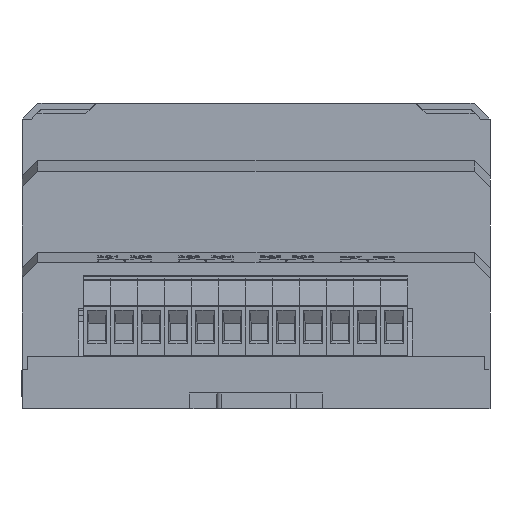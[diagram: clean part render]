
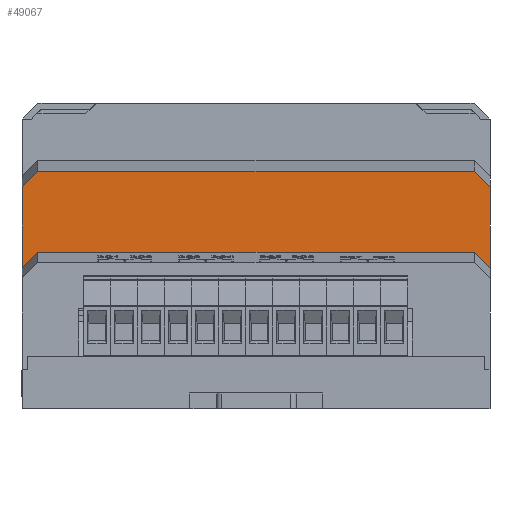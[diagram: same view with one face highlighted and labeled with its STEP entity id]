
A CAD part, front view. The second image highlights one B-rep face of the part: STEP entity #49067.
In plain terms, the highlighted planar face has unit normal (0, -1, 0).
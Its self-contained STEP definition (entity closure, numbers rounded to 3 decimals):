
#354 = ORIENTED_EDGE ( 'NONE', *, *, #74661, .F. ) ;
#1538 = VECTOR ( 'NONE', #56458, 1000. ) ;
#2456 = ORIENTED_EDGE ( 'NONE', *, *, #13101, .T. ) ;
#9244 = EDGE_CURVE ( 'NONE', #42958, #81975, #74558, .T. ) ;
#11751 = EDGE_CURVE ( 'NONE', #116443, #19967, #106698, .T. ) ;
#13101 = EDGE_CURVE ( 'NONE', #115205, #136158, #108348, .T. ) ;
#17559 = LINE ( 'NONE', #112304, #110809 ) ;
#19967 = VERTEX_POINT ( 'NONE', #67769 ) ;
#22104 = CARTESIAN_POINT ( 'NONE',  ( 0., 10.85, 19.014 ) ) ;
#23998 = PLANE ( 'NONE',  #34014 ) ;
#26842 = VECTOR ( 'NONE', #134146, 1000. ) ;
#28633 = CARTESIAN_POINT ( 'NONE',  ( 85., 10.85, 22.06 ) ) ;
#33189 = DIRECTION ( 'NONE',  ( -0.702, 0., -0.712 ) ) ;
#34014 = AXIS2_PLACEMENT_3D ( 'NONE', #62265, #74986, #163557 ) ;
#37213 = VERTEX_POINT ( 'NONE', #95907 ) ;
#39264 = DIRECTION ( 'NONE',  ( 0.702, 0., -0.712 ) ) ;
#40924 = EDGE_LOOP ( 'NONE', ( #116447, #111312, #2456, #92917, #107065, #115625, #354, #125162 ) ) ;
#41386 = EDGE_CURVE ( 'NONE', #46672, #19967, #99382, .T. ) ;
#42958 = VERTEX_POINT ( 'NONE', #47343 ) ;
#46672 = VERTEX_POINT ( 'NONE', #28633 ) ;
#47343 = CARTESIAN_POINT ( 'NONE',  ( 0., 10.85, 34.226 ) ) ;
#49067 = ADVANCED_FACE ( 'NONE', ( #130513 ), #23998, .F. ) ;
#55054 = VECTOR ( 'NONE', #33189, 1000. ) ;
#56458 = DIRECTION ( 'NONE',  ( 0., 0., -1. ) ) ;
#61548 = DIRECTION ( 'NONE',  ( 0., 0., -1. ) ) ;
#62265 = CARTESIAN_POINT ( 'NONE',  ( 88., 10.85, 37.272 ) ) ;
#65585 = VECTOR ( 'NONE', #39264, 1000. ) ;
#67769 = CARTESIAN_POINT ( 'NONE',  ( 88., 10.85, 19.014 ) ) ;
#74558 = LINE ( 'NONE', #150120, #104232 ) ;
#74661 = EDGE_CURVE ( 'NONE', #46672, #37213, #108953, .T. ) ;
#74986 = DIRECTION ( 'NONE',  ( 0., 1., 0. ) ) ;
#81975 = VERTEX_POINT ( 'NONE', #22104 ) ;
#92917 = ORIENTED_EDGE ( 'NONE', *, *, #120458, .T. ) ;
#95907 = CARTESIAN_POINT ( 'NONE',  ( 3., 10.85, 22.06 ) ) ;
#99382 = LINE ( 'NONE', #102380, #65585 ) ;
#102380 = CARTESIAN_POINT ( 'NONE',  ( 78.872, 10.85, 28.283 ) ) ;
#104232 = VECTOR ( 'NONE', #61548, 1000. ) ;
#104352 = VECTOR ( 'NONE', #124251, 1000. ) ;
#106698 = LINE ( 'NONE', #119649, #1538 ) ;
#107065 = ORIENTED_EDGE ( 'NONE', *, *, #9244, .T. ) ;
#108348 = LINE ( 'NONE', #136922, #104352 ) ;
#108953 = LINE ( 'NONE', #125428, #138599 ) ;
#110809 = VECTOR ( 'NONE', #163098, 1000. ) ;
#111312 = ORIENTED_EDGE ( 'NONE', *, *, #159923, .T. ) ;
#112304 = CARTESIAN_POINT ( 'NONE',  ( 89.444, 10.85, 32.76 ) ) ;
#115205 = VERTEX_POINT ( 'NONE', #152543 ) ;
#115625 = ORIENTED_EDGE ( 'NONE', *, *, #131099, .T. ) ;
#116443 = VERTEX_POINT ( 'NONE', #133232 ) ;
#116447 = ORIENTED_EDGE ( 'NONE', *, *, #11751, .F. ) ;
#119649 = CARTESIAN_POINT ( 'NONE',  ( 88., 10.85, 37.272 ) ) ;
#120458 = EDGE_CURVE ( 'NONE', #136158, #42958, #122463, .T. ) ;
#122463 = LINE ( 'NONE', #159425, #55054 ) ;
#124251 = DIRECTION ( 'NONE',  ( -1., 0., 0. ) ) ;
#125162 = ORIENTED_EDGE ( 'NONE', *, *, #41386, .T. ) ;
#125428 = CARTESIAN_POINT ( 'NONE',  ( 88., 10.85, 22.06 ) ) ;
#127964 = LINE ( 'NONE', #146913, #26842 ) ;
#130513 = FACE_OUTER_BOUND ( 'NONE', #40924, .T. ) ;
#131099 = EDGE_CURVE ( 'NONE', #81975, #37213, #127964, .T. ) ;
#133232 = CARTESIAN_POINT ( 'NONE',  ( 88., 10.85, 34.226 ) ) ;
#134146 = DIRECTION ( 'NONE',  ( 0.702, 0., 0.712 ) ) ;
#136158 = VERTEX_POINT ( 'NONE', #150192 ) ;
#136922 = CARTESIAN_POINT ( 'NONE',  ( 88., 10.85, 37.272 ) ) ;
#138103 = DIRECTION ( 'NONE',  ( -1., 0., 0. ) ) ;
#138599 = VECTOR ( 'NONE', #138103, 1000. ) ;
#146913 = CARTESIAN_POINT ( 'NONE',  ( 52.455, 10.85, 72.278 ) ) ;
#150120 = CARTESIAN_POINT ( 'NONE',  ( 0., 10.85, 37.272 ) ) ;
#150192 = CARTESIAN_POINT ( 'NONE',  ( 3., 10.85, 37.272 ) ) ;
#152543 = CARTESIAN_POINT ( 'NONE',  ( 85., 10.85, 37.272 ) ) ;
#159425 = CARTESIAN_POINT ( 'NONE',  ( 4.014, 10.85, 38.302 ) ) ;
#159923 = EDGE_CURVE ( 'NONE', #116443, #115205, #17559, .T. ) ;
#163098 = DIRECTION ( 'NONE',  ( -0.702, 0., 0.712 ) ) ;
#163557 = DIRECTION ( 'NONE',  ( 0., 0., 1. ) ) ;
